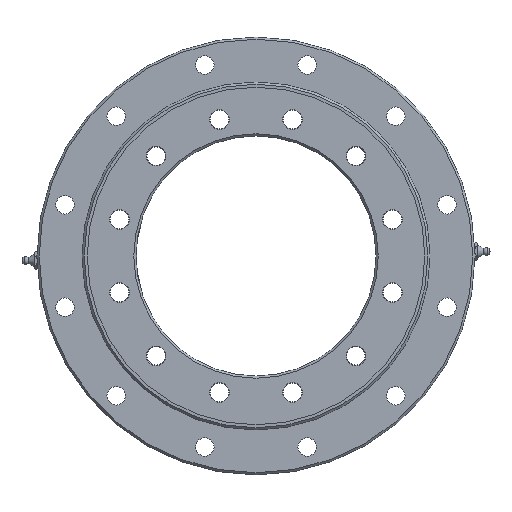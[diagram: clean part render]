
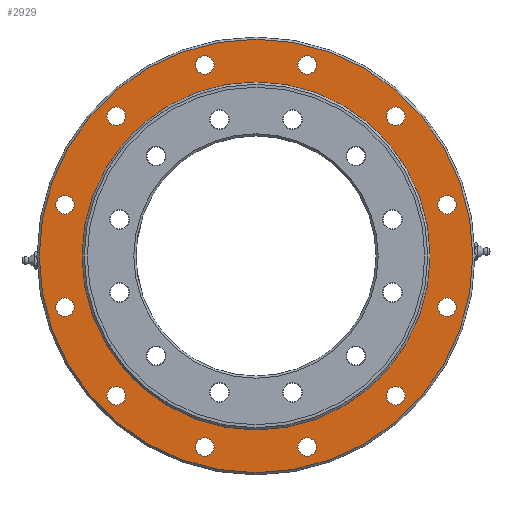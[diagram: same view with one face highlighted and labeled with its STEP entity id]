
A CAD part, front view. The second image highlights one B-rep face of the part: STEP entity #2929.
In plain terms, the highlighted planar face has unit normal (0, -1, 0).
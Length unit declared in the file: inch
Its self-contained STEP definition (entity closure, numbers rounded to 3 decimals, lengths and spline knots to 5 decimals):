
#303=FACE_BOUND('',#579,.T.);
#304=FACE_BOUND('',#580,.T.);
#305=FACE_BOUND('',#581,.T.);
#306=FACE_BOUND('',#582,.T.);
#307=FACE_BOUND('',#583,.T.);
#308=FACE_BOUND('',#584,.T.);
#309=FACE_BOUND('',#585,.T.);
#310=FACE_BOUND('',#586,.T.);
#311=FACE_BOUND('',#587,.T.);
#312=FACE_BOUND('',#588,.T.);
#313=FACE_BOUND('',#589,.T.);
#314=FACE_BOUND('',#590,.T.);
#315=FACE_BOUND('',#591,.T.);
#368=PLANE('',#3214);
#397=FACE_OUTER_BOUND('',#578,.T.);
#578=EDGE_LOOP('',(#1968));
#579=EDGE_LOOP('',(#1969));
#580=EDGE_LOOP('',(#1970));
#581=EDGE_LOOP('',(#1971));
#582=EDGE_LOOP('',(#1972));
#583=EDGE_LOOP('',(#1973));
#584=EDGE_LOOP('',(#1974));
#585=EDGE_LOOP('',(#1975));
#586=EDGE_LOOP('',(#1976));
#587=EDGE_LOOP('',(#1977));
#588=EDGE_LOOP('',(#1978));
#589=EDGE_LOOP('',(#1979));
#590=EDGE_LOOP('',(#1980));
#591=EDGE_LOOP('',(#1981));
#1002=CIRCLE('',#3210,6.0425);
#1005=CIRCLE('',#3215,4.7445);
#1006=CIRCLE('',#3216,0.256);
#1007=CIRCLE('',#3217,0.256);
#1008=CIRCLE('',#3218,0.256);
#1009=CIRCLE('',#3219,0.256);
#1010=CIRCLE('',#3220,0.256);
#1011=CIRCLE('',#3221,0.256);
#1012=CIRCLE('',#3222,0.256);
#1013=CIRCLE('',#3223,0.256);
#1014=CIRCLE('',#3224,0.256);
#1015=CIRCLE('',#3225,0.256);
#1016=CIRCLE('',#3226,0.256);
#1017=CIRCLE('',#3227,0.256);
#1207=VERTEX_POINT('',#4474);
#1210=VERTEX_POINT('',#4484);
#1211=VERTEX_POINT('',#4486);
#1212=VERTEX_POINT('',#4488);
#1213=VERTEX_POINT('',#4490);
#1214=VERTEX_POINT('',#4492);
#1215=VERTEX_POINT('',#4494);
#1216=VERTEX_POINT('',#4496);
#1217=VERTEX_POINT('',#4498);
#1218=VERTEX_POINT('',#4500);
#1219=VERTEX_POINT('',#4502);
#1220=VERTEX_POINT('',#4504);
#1221=VERTEX_POINT('',#4506);
#1222=VERTEX_POINT('',#4508);
#1501=EDGE_CURVE('',#1207,#1207,#1002,.T.);
#1505=EDGE_CURVE('',#1210,#1210,#1005,.T.);
#1506=EDGE_CURVE('',#1211,#1211,#1006,.T.);
#1507=EDGE_CURVE('',#1212,#1212,#1007,.T.);
#1508=EDGE_CURVE('',#1213,#1213,#1008,.T.);
#1509=EDGE_CURVE('',#1214,#1214,#1009,.T.);
#1510=EDGE_CURVE('',#1215,#1215,#1010,.T.);
#1511=EDGE_CURVE('',#1216,#1216,#1011,.T.);
#1512=EDGE_CURVE('',#1217,#1217,#1012,.T.);
#1513=EDGE_CURVE('',#1218,#1218,#1013,.T.);
#1514=EDGE_CURVE('',#1219,#1219,#1014,.T.);
#1515=EDGE_CURVE('',#1220,#1220,#1015,.T.);
#1516=EDGE_CURVE('',#1221,#1221,#1016,.T.);
#1517=EDGE_CURVE('',#1222,#1222,#1017,.T.);
#1968=ORIENTED_EDGE('',*,*,#1501,.F.);
#1969=ORIENTED_EDGE('',*,*,#1505,.T.);
#1970=ORIENTED_EDGE('',*,*,#1506,.T.);
#1971=ORIENTED_EDGE('',*,*,#1507,.T.);
#1972=ORIENTED_EDGE('',*,*,#1508,.T.);
#1973=ORIENTED_EDGE('',*,*,#1509,.T.);
#1974=ORIENTED_EDGE('',*,*,#1510,.T.);
#1975=ORIENTED_EDGE('',*,*,#1511,.T.);
#1976=ORIENTED_EDGE('',*,*,#1512,.T.);
#1977=ORIENTED_EDGE('',*,*,#1513,.T.);
#1978=ORIENTED_EDGE('',*,*,#1514,.T.);
#1979=ORIENTED_EDGE('',*,*,#1515,.T.);
#1980=ORIENTED_EDGE('',*,*,#1516,.T.);
#1981=ORIENTED_EDGE('',*,*,#1517,.T.);
#2929=ADVANCED_FACE('',(#397,#303,#304,#305,#306,#307,#308,#309,#310,#311,
#312,#313,#314,#315),#368,.T.);
#3210=AXIS2_PLACEMENT_3D('',#4476,#3619,#3620);
#3214=AXIS2_PLACEMENT_3D('',#4483,#3628,#3629);
#3215=AXIS2_PLACEMENT_3D('',#4485,#3630,#3631);
#3216=AXIS2_PLACEMENT_3D('',#4487,#3632,#3633);
#3217=AXIS2_PLACEMENT_3D('',#4489,#3634,#3635);
#3218=AXIS2_PLACEMENT_3D('',#4491,#3636,#3637);
#3219=AXIS2_PLACEMENT_3D('',#4493,#3638,#3639);
#3220=AXIS2_PLACEMENT_3D('',#4495,#3640,#3641);
#3221=AXIS2_PLACEMENT_3D('',#4497,#3642,#3643);
#3222=AXIS2_PLACEMENT_3D('',#4499,#3644,#3645);
#3223=AXIS2_PLACEMENT_3D('',#4501,#3646,#3647);
#3224=AXIS2_PLACEMENT_3D('',#4503,#3648,#3649);
#3225=AXIS2_PLACEMENT_3D('',#4505,#3650,#3651);
#3226=AXIS2_PLACEMENT_3D('',#4507,#3652,#3653);
#3227=AXIS2_PLACEMENT_3D('',#4509,#3654,#3655);
#3619=DIRECTION('center_axis',(0.,1.,0.));
#3620=DIRECTION('ref_axis',(1.,0.,0.));
#3628=DIRECTION('center_axis',(0.,-1.,0.));
#3629=DIRECTION('ref_axis',(0.,0.,-1.));
#3630=DIRECTION('center_axis',(0.,1.,0.));
#3631=DIRECTION('ref_axis',(-1.,0.,0.));
#3632=DIRECTION('center_axis',(0.,1.,0.));
#3633=DIRECTION('ref_axis',(1.,0.,0.));
#3634=DIRECTION('center_axis',(0.,1.,0.));
#3635=DIRECTION('ref_axis',(0.866,0.,-0.5));
#3636=DIRECTION('center_axis',(0.,1.,0.));
#3637=DIRECTION('ref_axis',(0.5,0.,-0.866));
#3638=DIRECTION('center_axis',(0.,1.,0.));
#3639=DIRECTION('ref_axis',(0.,0.,-1.));
#3640=DIRECTION('center_axis',(0.,1.,0.));
#3641=DIRECTION('ref_axis',(-0.5,0.,-0.866));
#3642=DIRECTION('center_axis',(0.,1.,0.));
#3643=DIRECTION('ref_axis',(-0.866,0.,-0.5));
#3644=DIRECTION('center_axis',(0.,1.,0.));
#3645=DIRECTION('ref_axis',(-1.,0.,0.));
#3646=DIRECTION('center_axis',(0.,1.,0.));
#3647=DIRECTION('ref_axis',(-0.866,0.,0.5));
#3648=DIRECTION('center_axis',(0.,1.,0.));
#3649=DIRECTION('ref_axis',(-0.5,0.,0.866));
#3650=DIRECTION('center_axis',(0.,1.,0.));
#3651=DIRECTION('ref_axis',(0.,0.,
1.));
#3652=DIRECTION('center_axis',(0.,1.,0.));
#3653=DIRECTION('ref_axis',(0.5,0.,0.866));
#3654=DIRECTION('center_axis',(0.,1.,0.));
#3655=DIRECTION('ref_axis',(0.866,0.,0.5));
#4474=CARTESIAN_POINT('',(-6.0425,-0.7085,0.));
#4476=CARTESIAN_POINT('Origin',(0.,-0.7085,
0.));
#4483=CARTESIAN_POINT('Origin',(-5.466,-0.7085,0.));
#4484=CARTESIAN_POINT('',(4.7445,-0.7085,0.));
#4485=CARTESIAN_POINT('Origin',(0.,-0.7085,
0.));
#4486=CARTESIAN_POINT('',(1.17061,-0.7085,-5.32418));
#4487=CARTESIAN_POINT('Origin',(1.42661,-0.7085,-5.32418));
#4488=CARTESIAN_POINT('',(-1.64831,-0.7085,-5.19618));
#4489=CARTESIAN_POINT('Origin',(-1.42661,-0.7085,-5.32418));
#4490=CARTESIAN_POINT('',(-4.02557,-0.7085,-3.67587));
#4491=CARTESIAN_POINT('Origin',(-3.89757,-0.7085,-3.89757));
#4492=CARTESIAN_POINT('',(-5.32418,-0.7085,-1.17061));
#4493=CARTESIAN_POINT('Origin',(-5.32418,-0.7085,-1.42661));
#4494=CARTESIAN_POINT('',(-5.19618,-0.7085,1.64831));
#4495=CARTESIAN_POINT('Origin',(-5.32418,-0.7085,1.42661));
#4496=CARTESIAN_POINT('',(-3.67587,-0.7085,4.02557));
#4497=CARTESIAN_POINT('Origin',(-3.89757,-0.7085,3.89757));
#4498=CARTESIAN_POINT('',(-1.17061,-0.7085,5.32418));
#4499=CARTESIAN_POINT('Origin',(-1.42661,-0.7085,5.32418));
#4500=CARTESIAN_POINT('',(1.64831,-0.7085,5.19618));
#4501=CARTESIAN_POINT('Origin',(1.42661,-0.7085,5.32418));
#4502=CARTESIAN_POINT('',(4.02557,-0.7085,3.67587));
#4503=CARTESIAN_POINT('Origin',(3.89757,-0.7085,3.89757));
#4504=CARTESIAN_POINT('',(5.32418,-0.7085,1.17061));
#4505=CARTESIAN_POINT('Origin',(5.32418,-0.7085,1.42661));
#4506=CARTESIAN_POINT('',(5.19618,-0.7085,-1.64831));
#4507=CARTESIAN_POINT('Origin',(5.32418,-0.7085,-1.42661));
#4508=CARTESIAN_POINT('',(3.67587,-0.7085,-4.02557));
#4509=CARTESIAN_POINT('Origin',(3.89757,-0.7085,-3.89757));
